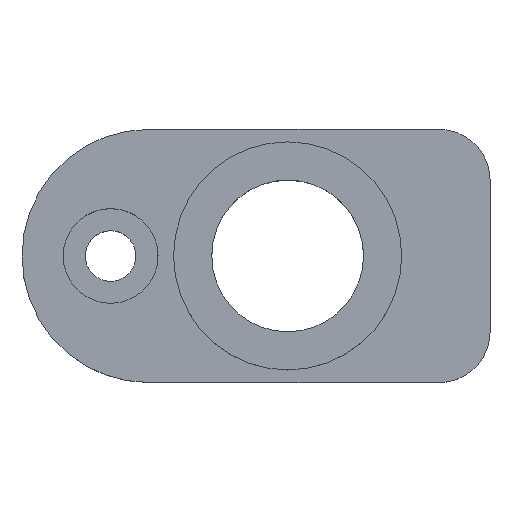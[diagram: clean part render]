
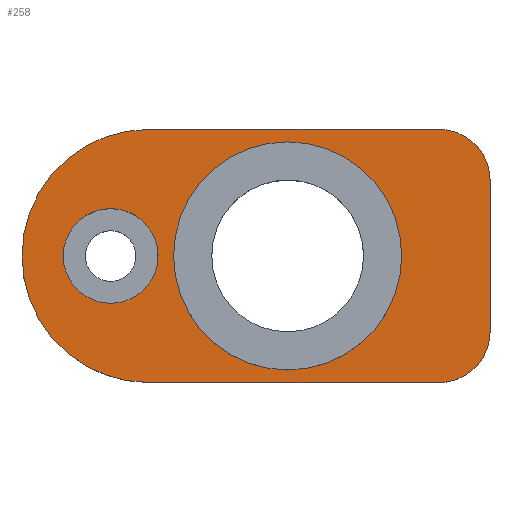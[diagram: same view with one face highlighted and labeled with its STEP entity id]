
A CAD part, top view. The second image highlights one B-rep face of the part: STEP entity #258.
In plain terms, the highlighted planar face has unit normal (0, 0, 1).
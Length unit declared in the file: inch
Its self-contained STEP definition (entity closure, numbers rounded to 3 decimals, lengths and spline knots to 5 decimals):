
#18 = FACE_OUTER_BOUND ( 'NONE', #1047, .T. ) ;
#26 = ORIENTED_EDGE ( 'NONE', *, *, #1029, .F. ) ;
#36 = EDGE_CURVE ( 'NONE', #147, #323, #358, .T. ) ;
#59 = VERTEX_POINT ( 'NONE', #483 ) ;
#65 = AXIS2_PLACEMENT_3D ( 'NONE', #699, #1129, #84 ) ;
#84 = DIRECTION ( 'NONE',  ( 1., 0., 0. ) ) ;
#99 = DIRECTION ( 'NONE',  ( 1., 0., 0. ) ) ;
#128 = PLANE ( 'NONE',  #775 ) ;
#129 = EDGE_CURVE ( 'NONE', #304, #545, #436, .T. ) ;
#147 = VERTEX_POINT ( 'NONE', #604 ) ;
#150 = DIRECTION ( 'NONE',  ( 0., 0., 1. ) ) ;
#159 = ORIENTED_EDGE ( 'NONE', *, *, #241, .F. ) ;
#163 = DIRECTION ( 'NONE',  ( 1., 0., 0. ) ) ;
#165 = EDGE_CURVE ( 'NONE', #323, #147, #663, .T. ) ;
#171 = CIRCLE ( 'NONE', #361, 0.355 ) ;
#174 = EDGE_CURVE ( 'NONE', #304, #537, #643, .T. ) ;
#186 = DIRECTION ( 'NONE',  ( 1., 0., 0. ) ) ;
#198 = CIRCLE ( 'NONE', #964, 0.15748 ) ;
#239 = DIRECTION ( 'NONE',  ( 1., 0., 0. ) ) ;
#240 = CARTESIAN_POINT ( 'NONE',  ( 0.47244, 0.23652, -0.19707 ) ) ;
#241 = EDGE_CURVE ( 'NONE', #602, #564, #868, .T. ) ;
#248 = DIRECTION ( 'NONE',  ( 1., 0., 0. ) ) ;
#249 = VERTEX_POINT ( 'NONE', #875 ) ;
#253 = CARTESIAN_POINT ( 'NONE',  ( 0., 0., -0.19707 ) ) ;
#258 = ADVANCED_FACE ( 'NONE', ( #725, #621, #18 ), #128, .T. ) ;
#263 = CARTESIAN_POINT ( 'NONE',  ( 0.47244, -0.394, -0.19707 ) ) ;
#276 = DIRECTION ( 'NONE',  ( 1., 0., 0. ) ) ;
#281 = EDGE_LOOP ( 'NONE', ( #760, #541 ) ) ;
#287 = ORIENTED_EDGE ( 'NONE', *, *, #1095, .T. ) ;
#296 = ORIENTED_EDGE ( 'NONE', *, *, #165, .F. ) ;
#304 = VERTEX_POINT ( 'NONE', #1071 ) ;
#323 = VERTEX_POINT ( 'NONE', #442 ) ;
#348 = CARTESIAN_POINT ( 'NONE',  ( -0.433, 0.394, -0.19707 ) ) ;
#352 = CARTESIAN_POINT ( 'NONE',  ( -0.551, 0., -0.19707 ) ) ;
#358 = CIRCLE ( 'NONE', #1085, 0.1475 ) ;
#361 = AXIS2_PLACEMENT_3D ( 'NONE', #253, #1027, #248 ) ;
#369 = EDGE_LOOP ( 'NONE', ( #296, #1123 ) ) ;
#387 = VECTOR ( 'NONE', #1037, 39.37008 ) ;
#391 = AXIS2_PLACEMENT_3D ( 'NONE', #935, #1096, #1010 ) ;
#424 = CARTESIAN_POINT ( 'NONE',  ( 0., 0., -0.19707 ) ) ;
#436 = LINE ( 'NONE', #348, #473 ) ;
#442 = CARTESIAN_POINT ( 'NONE',  ( -0.4035, 0., -0.19707 ) ) ;
#449 = CARTESIAN_POINT ( 'NONE',  ( 0.47244, -0.23652, -0.19707 ) ) ;
#452 = AXIS2_PLACEMENT_3D ( 'NONE', #352, #696, #99 ) ;
#469 = EDGE_CURVE ( 'NONE', #537, #564, #946, .T. ) ;
#473 = VECTOR ( 'NONE', #701, 39.37008 ) ;
#483 = CARTESIAN_POINT ( 'NONE',  ( 0.62992, -0.23652, -0.19707 ) ) ;
#498 = CARTESIAN_POINT ( 'NONE',  ( -0.355, 0., -0.19707 ) ) ;
#527 = ORIENTED_EDGE ( 'NONE', *, *, #174, .T. ) ;
#537 = VERTEX_POINT ( 'NONE', #951 ) ;
#541 = ORIENTED_EDGE ( 'NONE', *, *, #872, .F. ) ;
#545 = VERTEX_POINT ( 'NONE', #772 ) ;
#552 = DIRECTION ( 'NONE',  ( 0., 0., 1. ) ) ;
#564 = VERTEX_POINT ( 'NONE', #867 ) ;
#568 = CARTESIAN_POINT ( 'NONE',  ( 0.62992, 0., -0.19707 ) ) ;
#586 = DIRECTION ( 'NONE',  ( 1., 0., 0. ) ) ;
#602 = VERTEX_POINT ( 'NONE', #263 ) ;
#604 = CARTESIAN_POINT ( 'NONE',  ( -0.6985, 0., -0.19707 ) ) ;
#605 = EDGE_CURVE ( 'NONE', #906, #249, #1036, .T. ) ;
#621 = FACE_BOUND ( 'NONE', #369, .T. ) ;
#643 = CIRCLE ( 'NONE', #65, 0.394 ) ;
#663 = CIRCLE ( 'NONE', #452, 0.1475 ) ;
#692 = ORIENTED_EDGE ( 'NONE', *, *, #840, .T. ) ;
#696 = DIRECTION ( 'NONE',  ( 0., 0., 1. ) ) ;
#699 = CARTESIAN_POINT ( 'NONE',  ( -0.433, 0., -0.19707 ) ) ;
#701 = DIRECTION ( 'NONE',  ( 1., 0., 0. ) ) ;
#725 = FACE_BOUND ( 'NONE', #281, .T. ) ;
#726 = LINE ( 'NONE', #568, #806 ) ;
#747 = CARTESIAN_POINT ( 'NONE',  ( -0.551, 0., -0.19707 ) ) ;
#760 = ORIENTED_EDGE ( 'NONE', *, *, #605, .F. ) ;
#766 = CARTESIAN_POINT ( 'NONE',  ( 0.47244, -0.23652, -0.19707 ) ) ;
#772 = CARTESIAN_POINT ( 'NONE',  ( 0.47244, 0.394, -0.19707 ) ) ;
#775 = AXIS2_PLACEMENT_3D ( 'NONE', #449, #552, #276 ) ;
#802 = VERTEX_POINT ( 'NONE', #926 ) ;
#806 = VECTOR ( 'NONE', #1110, 39.37008 ) ;
#825 = ORIENTED_EDGE ( 'NONE', *, *, #469, .T. ) ;
#840 = EDGE_CURVE ( 'NONE', #802, #545, #198, .T. ) ;
#850 = AXIS2_PLACEMENT_3D ( 'NONE', #424, #1126, #186 ) ;
#867 = CARTESIAN_POINT ( 'NONE',  ( -0.433, -0.394, -0.19707 ) ) ;
#868 = LINE ( 'NONE', #1121, #387 ) ;
#872 = EDGE_CURVE ( 'NONE', #249, #906, #171, .T. ) ;
#875 = CARTESIAN_POINT ( 'NONE',  ( 0.355, 0., -0.19707 ) ) ;
#906 = VERTEX_POINT ( 'NONE', #498 ) ;
#926 = CARTESIAN_POINT ( 'NONE',  ( 0.62992, 0.23652, -0.19707 ) ) ;
#935 = CARTESIAN_POINT ( 'NONE',  ( -0.433, 0., -0.19707 ) ) ;
#946 = CIRCLE ( 'NONE', #391, 0.394 ) ;
#951 = CARTESIAN_POINT ( 'NONE',  ( -0.827, 0., -0.19707 ) ) ;
#961 = DIRECTION ( 'NONE',  ( 0., 0., 1. ) ) ;
#964 = AXIS2_PLACEMENT_3D ( 'NONE', #240, #1122, #586 ) ;
#965 = AXIS2_PLACEMENT_3D ( 'NONE', #766, #961, #163 ) ;
#980 = CIRCLE ( 'NONE', #965, 0.15748 ) ;
#991 = ORIENTED_EDGE ( 'NONE', *, *, #129, .F. ) ;
#1010 = DIRECTION ( 'NONE',  ( 1., 0., 0. ) ) ;
#1027 = DIRECTION ( 'NONE',  ( 0., 0., 1. ) ) ;
#1029 = EDGE_CURVE ( 'NONE', #802, #59, #726, .T. ) ;
#1036 = CIRCLE ( 'NONE', #850, 0.355 ) ;
#1037 = DIRECTION ( 'NONE',  ( -1., 0., 0. ) ) ;
#1047 = EDGE_LOOP ( 'NONE', ( #26, #692, #991, #527, #825, #159, #287 ) ) ;
#1071 = CARTESIAN_POINT ( 'NONE',  ( -0.433, 0.394, -0.19707 ) ) ;
#1085 = AXIS2_PLACEMENT_3D ( 'NONE', #747, #150, #239 ) ;
#1095 = EDGE_CURVE ( 'NONE', #602, #59, #980, .T. ) ;
#1096 = DIRECTION ( 'NONE',  ( 0., 0., 1. ) ) ;
#1110 = DIRECTION ( 'NONE',  ( 0., -1., 0. ) ) ;
#1121 = CARTESIAN_POINT ( 'NONE',  ( -0.433, -0.394, -0.19707 ) ) ;
#1122 = DIRECTION ( 'NONE',  ( 0., 0., 1. ) ) ;
#1123 = ORIENTED_EDGE ( 'NONE', *, *, #36, .F. ) ;
#1126 = DIRECTION ( 'NONE',  ( 0., 0., 1. ) ) ;
#1129 = DIRECTION ( 'NONE',  ( 0., 0., 1. ) ) ;
